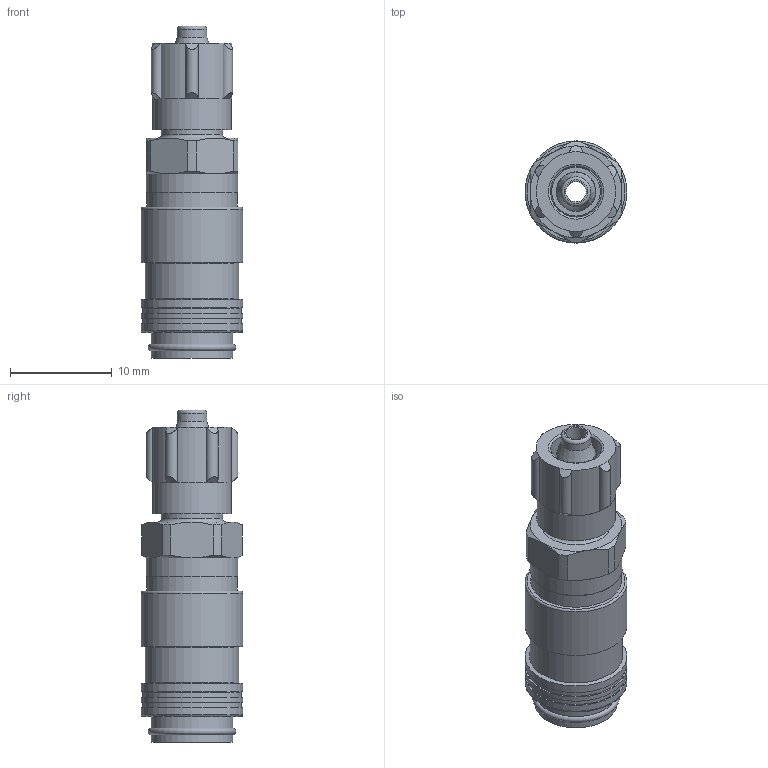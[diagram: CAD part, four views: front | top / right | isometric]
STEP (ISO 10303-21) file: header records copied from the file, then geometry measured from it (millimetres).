
FILE_DESCRIPTION(/* description */ ('STEP AP214'),/* implementation_level */ '2;1');
FILE_NAME(/* name */ '531621_KD2-CK-3',/* time_stamp */ '2024-08-22T10:58:03+02:00',/* author */ ('License CC BY-ND 4.0'),/* organization */ ('CADENAS'),/* preprocessor_version */ 'ST-DEVELOPER v19.3',/* originating_system */ 'PARTsolutions',/* authorisation */ ' ');
FILE_SCHEMA (('AUTOMOTIVE_DESIGN {1 0 10303 214 3 1 1}'));
Length unit declared in the file: millimetre
Products named in the file (1): 531621 KD2-CK-3
Bounding box: 10 x 10 x 32.55 mm (x, y, z)
Volume: 1555.3 mm3; surface area: 1617.5 mm2
Topology: 1 solids, 1 shells, 96 faces, 187 edges, 106 vertices
Faces by surface type: cylinder 37, cone 31, plane 21, torus 7
Full cylindrical faces by diameter (mm): 2 x1, 2.9 x1, 3.4 x1, 5 x2, 6 x2, 7.7 x1, 8 x2, 8.9 x1, 9 x1, 9.15 x1, 9.7 x2, 10 x4
Entity records: 3048 total; most frequent: CARTESIAN_POINT 525, DIRECTION 406, ORIENTED_EDGE 308, AXIS2_PLACEMENT_3D 191, EDGE_CURVE 154, EDGE_LOOP 144, FACE_BOUND 144, VERTEX_POINT 106
